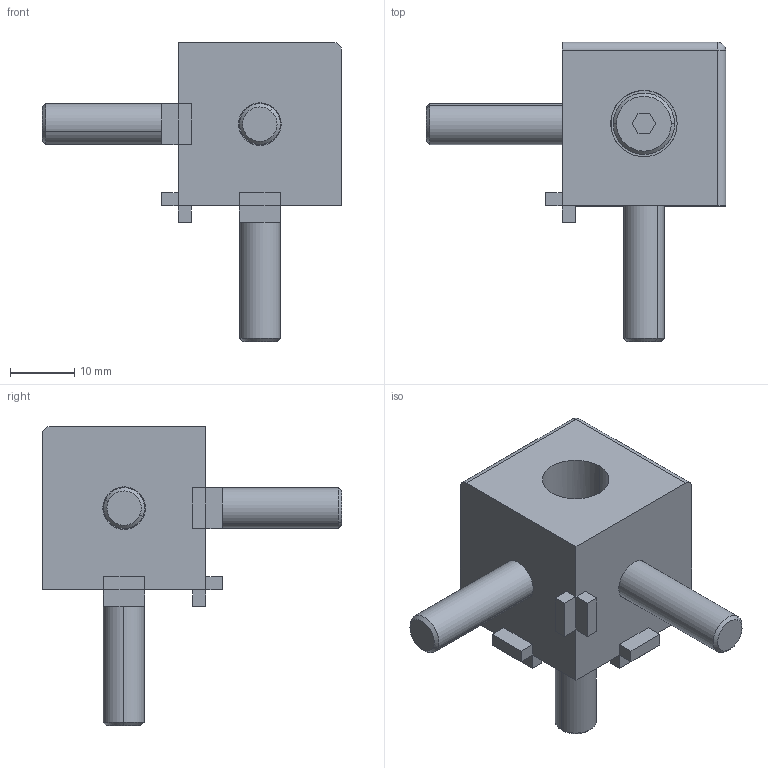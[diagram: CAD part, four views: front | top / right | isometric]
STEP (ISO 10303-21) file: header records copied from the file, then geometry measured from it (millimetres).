
FILE_DESCRIPTION (( 'STEP AP203' ), '1' );
FILE_NAME ('653035.SLDASM.step', '2003-10-13T11:21:12', ( 'Jerry Winters' ), ( 'GoEngineer' ), 'SwSTEP 2.0', 'SolidWorks 2003174', '' );
FILE_SCHEMA (( 'CONFIG_CONTROL_DESIGN' ));
Length unit declared in the file: inch
Products named in the file (3): 653035.SLDASM; 653035; 651003
Assembly tree (4 placements, depth 2):
  653035.SLDASM
    653035
    651003  x3
Bounding box: 46.48 x 46.48 x 46.48 mm (x, y, z)
Volume: 15416.4 mm3; surface area: 7574.9 mm2
Topology: 4 solids, 4 shells, 115 faces, 274 edges, 171 vertices
Faces by surface type: plane 69, cylinder 33, cone 12, sphere 1
Entity records: 2788 total; most frequent: CARTESIAN_POINT 546, ORIENTED_EDGE 394, DIRECTION 387, EDGE_CURVE 197, LINE 131, VECTOR 131, AXIS2_PLACEMENT_3D 128, VERTEX_POINT 123
